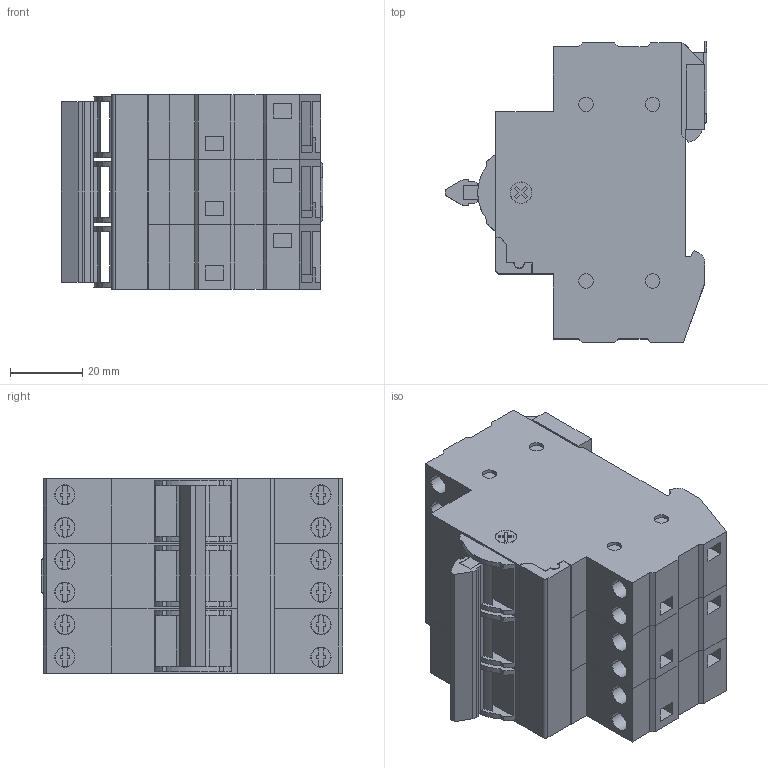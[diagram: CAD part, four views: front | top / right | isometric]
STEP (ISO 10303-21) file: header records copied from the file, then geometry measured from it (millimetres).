
FILE_DESCRIPTION (( 'STEP AP203' ), '1' );
FILE_NAME ('Òðåõïîçèöèîííûé ïåðåêëþ÷àòåëü EKF PROxima 3P.STEP', '2022-12-05T08:28:28', ( '' ), ( '' ), 'SwSTEP 2.0', 'SolidWorks 2021', '' );
FILE_SCHEMA (( 'CONFIG_CONTROL_DESIGN' ));
Length unit declared in the file: millimetre
Products named in the file (10): Òðåõïîçèöèîííûé ïåðåêëþ÷àòåëü EKF PROxima 3P; _______.STEP_00; ______(03).STEP_00; _______________ _____________.STEP_00; _____4.STEP_00; ___________ ____________(3_________).STEP_00; _______________ _____________ EKF Basic 1P___.STEP_00; _______________ _____________ EKF Basic 1P___-2.STEP_00; _______________ _____________ EKF Basic 1P___-1.STEP_00; ______ _____(02).STEP_00
Assembly tree (22 placements, depth 3):
  Òðåõïîçèöèîííûé ïåðåêëþ÷àòåëü EKF PROxima 3P
    _______________ _____________ EKF Basic 1P___.STEP_00
      _______________ _____________.STEP_00
      ______ _____(02).STEP_00  x4
    _______________ _____________ EKF Basic 1P___-1.STEP_00
      _______________ _____________.STEP_00
      ______ _____(02).STEP_00  x4
      _____4.STEP_00
      _______.STEP_00
    _______________ _____________ EKF Basic 1P___-2.STEP_00
      _______________ _____________.STEP_00
      ______ _____(02).STEP_00  x4
    ___________ ____________(3_________).STEP_00
    ______(03).STEP_00
Bounding box: 72.5 x 83.5 x 54 mm (x, y, z)
Volume: 204981.9 mm3; surface area: 53074.3 mm2
Topology: 19 solids, 19 shells, 931 faces, 2417 edges, 1590 vertices
Faces by surface type: plane 748, cylinder 181, bspline 2
Entity records: 12629 total; most frequent: CARTESIAN_POINT 2846, DIRECTION 1743, ORIENTED_EDGE 1722, EDGE_CURVE 861, VECTOR 701, LINE 701, VERTEX_POINT 558, AXIS2_PLACEMENT_3D 521
